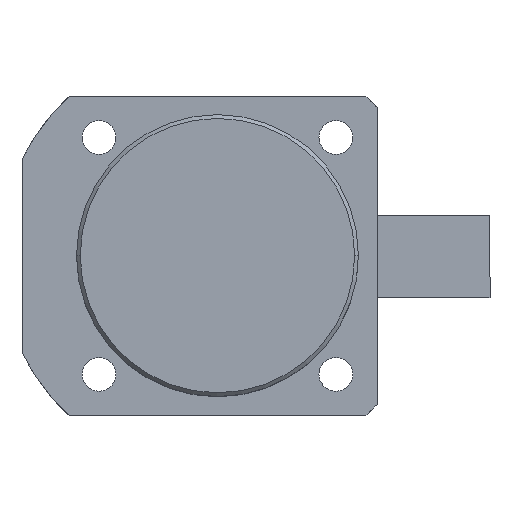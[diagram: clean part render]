
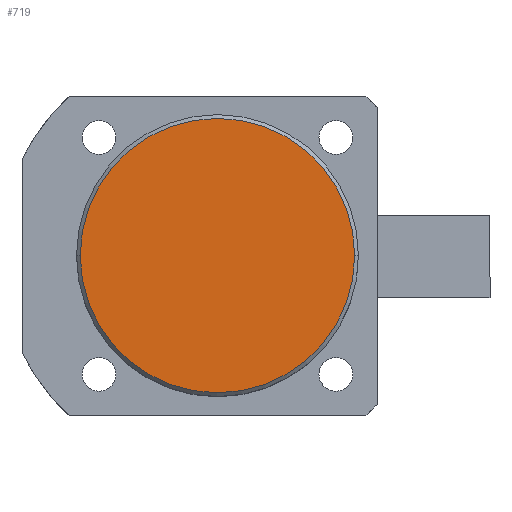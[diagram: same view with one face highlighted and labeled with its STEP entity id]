
A CAD part, top view. The second image highlights one B-rep face of the part: STEP entity #719.
In plain terms, the highlighted planar face has unit normal (0, 0, 1).
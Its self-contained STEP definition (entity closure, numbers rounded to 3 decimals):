
#185 = EDGE_CURVE ( 'NONE', #3387, #3388, #4519, .T. ) ;
#719 = ADVANCED_FACE ( 'NONE', ( #5035 ), #6449, .T. ) ;
#1074 = EDGE_CURVE ( 'NONE', #3388, #3387, #6857, .T. ) ;
#1146 = DIRECTION ( 'NONE',  ( 1., 0., 0. ) ) ;
#1148 = DIRECTION ( 'NONE',  ( 0., 0., 1. ) ) ;
#1149 = CARTESIAN_POINT ( 'NONE',  ( 0., 0., 84. ) ) ;
#1743 = AXIS2_PLACEMENT_3D ( 'NONE', #1149, #1148, #1146 ) ;
#1973 = AXIS2_PLACEMENT_3D ( 'NONE', #6447, #6452, #6453 ) ;
#2029 = AXIS2_PLACEMENT_3D ( 'NONE', #6750, #6751, #6752 ) ;
#2986 = ORIENTED_EDGE ( 'NONE', *, *, #1074, .T. ) ;
#2987 = ORIENTED_EDGE ( 'NONE', *, *, #185, .T. ) ;
#3387 = VERTEX_POINT ( 'NONE', #9145 ) ;
#3388 = VERTEX_POINT ( 'NONE', #9146 ) ;
#3482 = EDGE_LOOP ( 'NONE', ( #2986, #2987 ) ) ;
#4519 = CIRCLE ( 'NONE', #1743, 36.5 ) ;
#5035 = FACE_OUTER_BOUND ( 'NONE', #3482, .T. ) ;
#6447 = CARTESIAN_POINT ( 'NONE',  ( 0., 0., 84. ) ) ;
#6449 = PLANE ( 'NONE',  #1973 ) ;
#6452 = DIRECTION ( 'NONE',  ( 0., 0., 1. ) ) ;
#6453 = DIRECTION ( 'NONE',  ( 1., 0., 0. ) ) ;
#6750 = CARTESIAN_POINT ( 'NONE',  ( 0., 0., 84. ) ) ;
#6751 = DIRECTION ( 'NONE',  ( 0., 0., 1. ) ) ;
#6752 = DIRECTION ( 'NONE',  ( 1., 0., 0. ) ) ;
#6857 = CIRCLE ( 'NONE', #2029, 36.5 ) ;
#9145 = CARTESIAN_POINT ( 'NONE',  ( 36.5, 0., 84. ) ) ;
#9146 = CARTESIAN_POINT ( 'NONE',  ( -36.5, 0., 84. ) ) ;
